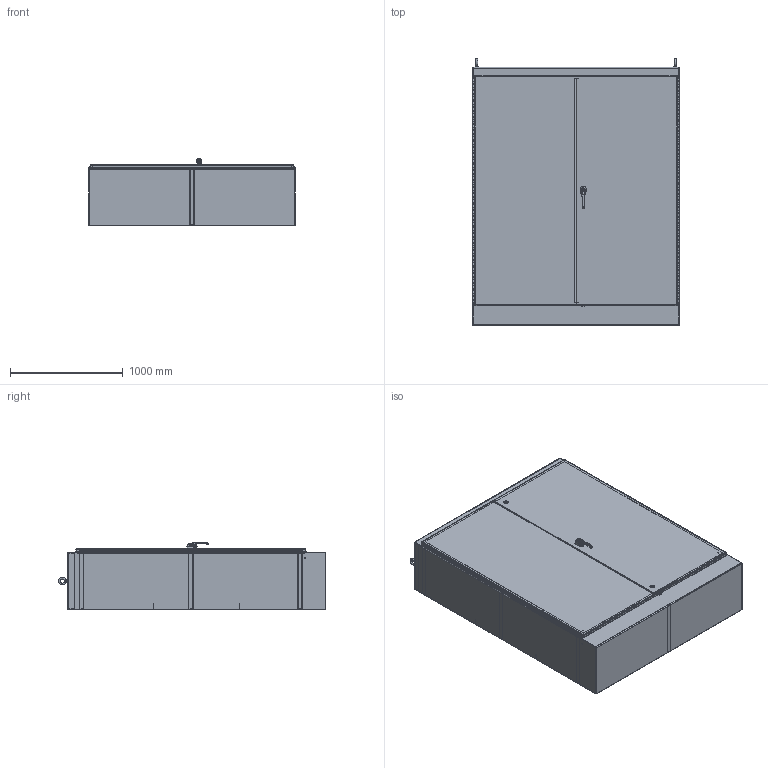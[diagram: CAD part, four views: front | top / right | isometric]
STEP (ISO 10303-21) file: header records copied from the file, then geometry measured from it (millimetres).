
FILE_DESCRIPTION(/* description */ ('ENCL,N12,FSDSS,2D,90X72X20'),/* implementation_level */ '2;1');
FILE_NAME(/* name */ 'WA907220FSDSS.stp',/* time_stamp */ '2021-01-23T08:18:38-06:00',/* author */ ('KA'),/* organization */ (''),/* preprocessor_version */ 'ST-DEVELOPER v18.1',/* originating_system */ 'Autodesk Inventor 2020',/* authorisation */ '');
FILE_SCHEMA (('AUTOMOTIVE_DESIGN { 1 0 10303 214 3 1 1 }'));
Products named in the file (48): WA907220FSDSS; HFW3026; 316298; 349131; WA_FSDSSST-72; 328131; 328131_1; 328131T; 328131L; 328131P; WA907220FSDSSBT; WA7220FSDSSBTM; WA20FSDSSEBA; WA90FSDSTRIPGSKT; WA_FSDSSDPE; WA90FSDSSDP; WA9072FSDSSLDR; WA9072FSDSSSDR; LARGE_DOOR_ROD_ASSM-37031; HFW31712; 1091-903_AF0; 1091-903_AF0_1; 1091-903_AF0_2; PLASTIC-ROLLER-CAM_AF0_ASM; PLASTIC-ROLLER-CAM_AF1; 7379-M6-8X25_AF0; LOCK-NUT_AF0; SUPPORT-ROLL_AF0; 1091-BR11_AF0; 37031; ANSI B18.6.3 - 3/8-16 UNC - 1.75; HFW3762; 31215; 3862; HFW312002; CP10184202R01_Standard; CP10184202R01_Deep Recess; CP10184202R03 MODIFY; CP10184202R02; CP10184202R04 ...
Assembly tree (77 placements, depth 5):
  WA907220FSDSS
    FUN00132_19.25  x8
    HFW3026  x2
    316298  x2
    349131  x2
    WA_FSDSSST-72  x2
    328131
      328131T
      328131L
      328131P
    328131_1
      328131T
      328131L
      328131P
    WA907220FSDSSBT
    WA7220FSDSSBTM
    WA20FSDSSEBA  x2
    38846  x6
    WA90FSDSTRIPGSKT
    WA9072FSDFIP  x2
    WA_FSDSSDPE  x2
    WA90FSDSSDP
    WA9072FSDSSLDR
    WA9072FSDSSSDR
    LARGE_DOOR_ROD_ASSM-37031
      HFW31712
        1091-903_AF0
          1091-903_AF0_1
          1091-903_AF0_2
        PLASTIC-ROLLER-CAM_AF0_ASM
          PLASTIC-ROLLER-CAM_AF1
          7379-M6-8X25_AF0
          LOCK-NUT_AF0
        SUPPORT-ROLL_AF0
        1091-BR11_AF0
      37031  x2
      ANSI B18.6.3 - 3/8-16 UNC - 1.75  x2
      HFW3762  x4
      31215  x2
      3862  x2
    HFW312002  x2
      CP10184202R01_Standard
        CP10184202R01_Deep Recess
        CP10184202R03 MODIFY
      CP10184202R02
      CP10184202R04
        _22030_0932_Spring_Plunger__1_b_2
        _22030_0932_Spring_Plunger__1_a_4
    32450
    WA9020FSDSSRS
    WA9020FSDSSLS
Bounding box: 1832.38 x 2368.48 x 600.98 mm (x, y, z)
Volume: 48755234.7 mm3; surface area: 29152354.4 mm2
Topology: 71 solids, 1552 shells, 4325 faces, 14355 edges, 11642 vertices
Faces by surface type: plane 1873, cylinder 1355, bspline 512, torus 300, cone 157, sphere 128
Full cylindrical faces by diameter (mm): 1.5 x2, 3.5 x2, 3.9 x1, 4.2 x2, 4.5 x2, 4.773 x2, 5 x5, 5.16 x20, 6 x3, 6.128 x2, 6.172 x2, 6.35 x16, 6.41 x2, 6.535 x16, 7.112 x3, 7.144 x2, 7.938 x2, 8 x1, 8.153 x2, 8.2 x1, 8.56 x6, 8.7 x2, 9.525 x2, 10 x2, 10.16 x4, 12 x4, 12.7 x2, 13 x1, 13.2 x1, 14.287 x2
Entity records: 200850 total; most frequent: CARTESIAN_POINT 102814, DIRECTION 18141, ORIENTED_EDGE 14838, EDGE_CURVE 10791, VERTEX_POINT 9346, AXIS2_PLACEMENT_3D 6410, LINE 5321, VECTOR 5321
